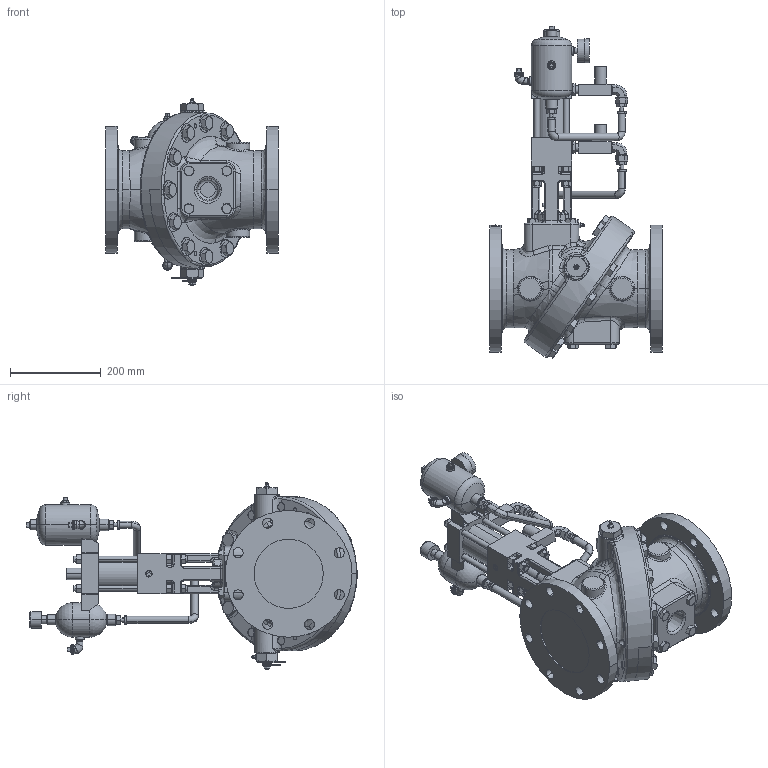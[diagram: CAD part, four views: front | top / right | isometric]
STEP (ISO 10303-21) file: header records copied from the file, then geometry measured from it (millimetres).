
FILE_DESCRIPTION((''),'2;1');
FILE_NAME('9806T_SW0001','2023-09-28T09:54:53',('jlesh'),(''),'CREO PARAMETRIC BY PTC INC, 2023072','CREO PARAMETRIC BY PTC INC, 2023072','');
FILE_SCHEMA(('AUTOMOTIVE_DESIGN { 1 0 10303 214 1 1 1 1 }'));
Products named in the file (1): 9806T_SW0001
Bounding box: 381 x 731.35 x 412.5 mm (x, y, z)
Volume: 20849769.4 mm3; surface area: 1016891.4 mm2
Topology: 2 solids, 2 shells, 1975 faces, 4847 edges, 3005 vertices
Faces by surface type: plane 879, cylinder 442, cone 282, bspline 216, torus 130, sphere 26
Entity records: 84083 total; most frequent: CARTESIAN_POINT 34338, ORIENTED_EDGE 9686, DIRECTION 8582, EDGE_CURVE 4843, AXIS2_PLACEMENT_3D 3226, VERTEX_POINT 3005, EDGE_LOOP 2190, VECTOR 2130
